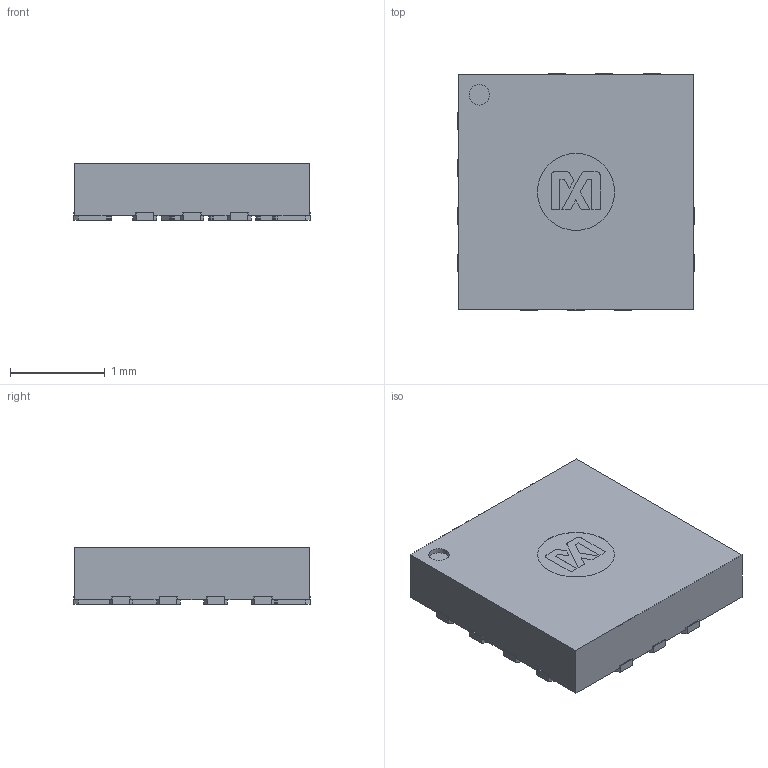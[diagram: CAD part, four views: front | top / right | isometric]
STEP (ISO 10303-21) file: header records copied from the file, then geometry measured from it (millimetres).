
FILE_DESCRIPTION (( 'STEP AP214' ), '1' );
FILE_NAME ('MAXIM_90-100140.STEP', '2019-09-06T01:21:38', ( '' ), ( '' ), 'SwSTEP 2.0', 'SolidWorks 2017', '' );
FILE_SCHEMA (( 'AUTOMOTIVE_DESIGN' ));
Length unit declared in the file: millimetre
Products named in the file (1): MAXIM_90-100140
Bounding box: 2.5 x 2.5 x 0.6 mm (x, y, z)
Volume: 3.5 mm3; surface area: 18.8 mm2
Topology: 1 solids, 1 shells, 286 faces, 840 edges, 560 vertices
Faces by surface type: plane 278, cylinder 8
Entity records: 12500 total; most frequent: CARTESIAN_POINT 1687, ORIENTED_EDGE 1680, DIRECTION 1430, EDGE_CURVE 840, VECTOR 824, LINE 824, VERTEX_POINT 560, AXIS2_PLACEMENT_3D 303
